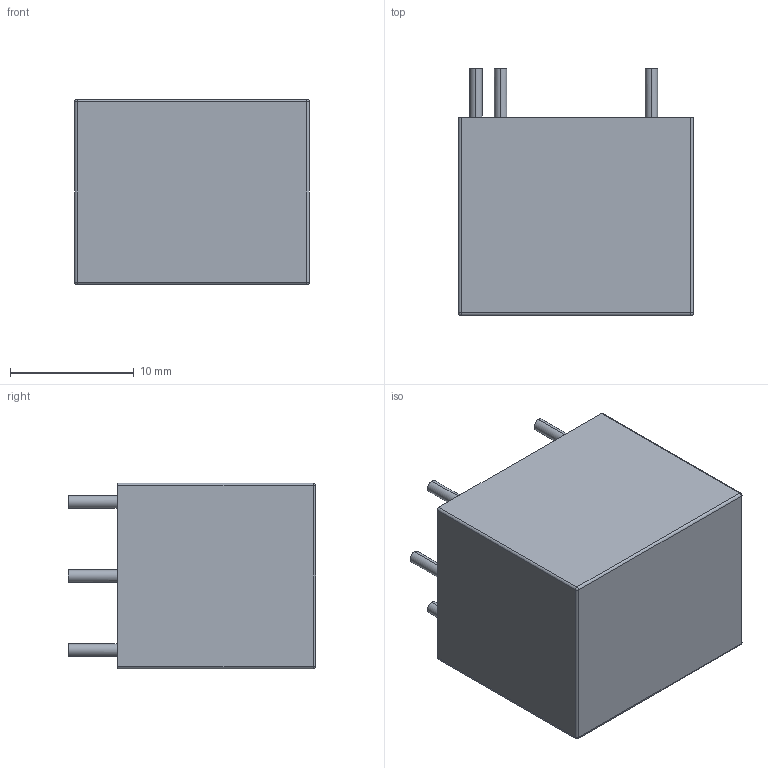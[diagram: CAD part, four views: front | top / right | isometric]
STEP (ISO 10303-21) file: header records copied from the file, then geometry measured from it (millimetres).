
FILE_DESCRIPTION (( 'STEP AP214' ), '1' );
FILE_NAME ('Relay.STEP', '2018-03-15T14:01:30', ( '' ), ( '' ), 'SwSTEP 2.0', 'SolidWorks 2016', '' );
FILE_SCHEMA (( 'AUTOMOTIVE_DESIGN' ));
Length unit declared in the file: millimetre
Products named in the file (1): Relay
Bounding box: 19 x 20 x 15 mm (x, y, z)
Volume: 4356.7 mm3; surface area: 1746.5 mm2
Topology: 1 solids, 1 shells, 38 faces, 97 edges, 58 vertices
Faces by surface type: cylinder 18, plane 16, sphere 4
Entity records: 1315 total; most frequent: CARTESIAN_POINT 223, DIRECTION 195, ORIENTED_EDGE 186, EDGE_CURVE 93, AXIS2_PLACEMENT_3D 74, VERTEX_POINT 58, LINE 47, VECTOR 47
